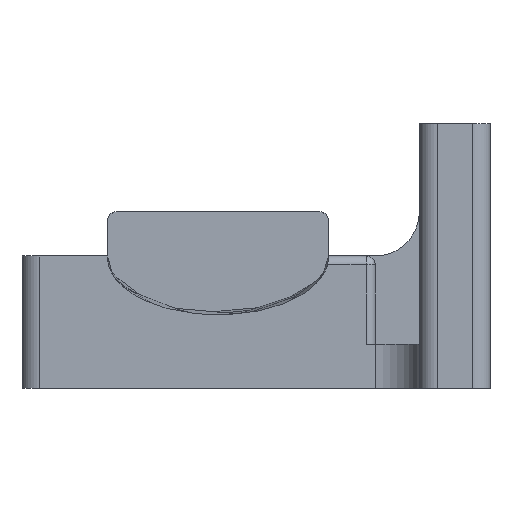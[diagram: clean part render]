
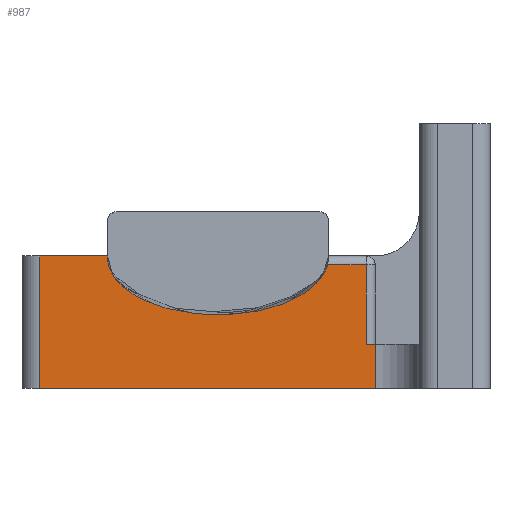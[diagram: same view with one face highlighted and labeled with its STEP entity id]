
A CAD part, front view. The second image highlights one B-rep face of the part: STEP entity #987.
In plain terms, the highlighted planar face has unit normal (0, -1, 0).
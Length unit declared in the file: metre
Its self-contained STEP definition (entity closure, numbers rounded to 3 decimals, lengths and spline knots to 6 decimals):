
#41=B_SPLINE_CURVE_WITH_KNOTS('',3,(#1512,#1513,#1514,#1515,#1516,#1517,
#1518,#1519),.UNSPECIFIED.,.F.,.F.,(4,1,1,1,1,4),(0.,
0.00333,0.006661,0.008326,0.009991,
0.013322),.UNSPECIFIED.);
#42=B_SPLINE_CURVE_WITH_KNOTS('',3,(#1521,#1522,#1523,#1524,#1525,#1526,
#1527,#1528,#1529,#1530,#1531,#1532,#1533,#1534,#1535,#1536,#1537,#1538,
#1539),.UNSPECIFIED.,.T.,.F.,(1,3,1,1,1,1,1,1,1,1,1,1,1,1,1,1,1,3,1),(-0.392699,
0.,0.392699,0.785398,1.178097,1.570796,1.963495,
2.356194,2.748894,3.141593,3.534292,3.926991,
4.31969,4.712389,5.105088,5.497787,5.890486,
6.283185,6.675884),.UNSPECIFIED.);
#123=ORIENTED_EDGE('',*,*,#389,.T.);
#124=ORIENTED_EDGE('',*,*,#408,.T.);
#125=ORIENTED_EDGE('',*,*,#409,.F.);
#126=ORIENTED_EDGE('',*,*,#410,.T.);
#127=ORIENTED_EDGE('',*,*,#411,.T.);
#128=ORIENTED_EDGE('',*,*,#412,.T.);
#129=ORIENTED_EDGE('',*,*,#413,.T.);
#130=ORIENTED_EDGE('',*,*,#414,.F.);
#131=ORIENTED_EDGE('',*,*,#415,.T.);
#389=EDGE_CURVE('',#532,#531,#627,.T.);
#408=EDGE_CURVE('',#531,#550,#640,.F.);
#409=EDGE_CURVE('',#551,#550,#641,.T.);
#410=EDGE_CURVE('',#551,#552,#642,.T.);
#411=EDGE_CURVE('',#552,#553,#643,.T.);
#412=EDGE_CURVE('',#553,#554,#644,.T.);
#413=EDGE_CURVE('',#554,#555,#645,.T.);
#414=EDGE_CURVE('',#556,#555,#41,.T.);
#415=EDGE_CURVE('',#556,#532,#42,.T.);
#531=VERTEX_POINT('',#1461);
#532=VERTEX_POINT('',#1463);
#550=VERTEX_POINT('',#1501);
#551=VERTEX_POINT('',#1503);
#552=VERTEX_POINT('',#1505);
#553=VERTEX_POINT('',#1507);
#554=VERTEX_POINT('',#1509);
#555=VERTEX_POINT('',#1511);
#556=VERTEX_POINT('',#1520);
#627=LINE('',#1462,#716);
#640=LINE('',#1500,#729);
#641=LINE('',#1502,#730);
#642=LINE('',#1504,#731);
#643=LINE('',#1506,#732);
#644=LINE('',#1508,#733);
#645=LINE('',#1510,#734);
#716=VECTOR('',#1170,1.);
#729=VECTOR('',#1197,1.);
#730=VECTOR('',#1198,1.);
#731=VECTOR('',#1199,1.);
#732=VECTOR('',#1200,1.);
#733=VECTOR('',#1201,1.);
#734=VECTOR('',#1202,1.);
#805=EDGE_LOOP('',(#123,#124,#125,#126,#127,#128,#129,#130,#131));
#885=FACE_BOUND('',#805,.T.);
#961=PLANE('',#1063);
#987=ADVANCED_FACE('',(#885),#961,.F.);
#1063=AXIS2_PLACEMENT_3D('',#1499,#1195,#1196);
#1170=DIRECTION('',(-1.,0.,0.));
#1195=DIRECTION('',(0.,1.,0.));
#1196=DIRECTION('',(0.,0.,1.));
#1197=DIRECTION('',(0.,0.,1.));
#1198=DIRECTION('',(-1.,0.,0.));
#1199=DIRECTION('',(0.,0.,1.));
#1200=DIRECTION('',(-1.,0.,0.));
#1201=DIRECTION('',(0.,0.,1.));
#1202=DIRECTION('',(-1.,0.,0.));
#1461=CARTESIAN_POINT('',(-0.019814,-0.0308,0.015));
#1462=CARTESIAN_POINT('',(0.012282,-0.0308,0.015));
#1463=CARTESIAN_POINT('',(-0.012116,-0.0308,0.015));
#1499=CARTESIAN_POINT('',(0.012282,-0.0308,-0.005));
#1500=CARTESIAN_POINT('',(-0.019814,-0.0308,-0.005));
#1501=CARTESIAN_POINT('',(-0.019814,-0.0308,0.));
#1502=CARTESIAN_POINT('',(0.000686,-0.0308,0.));
#1503=CARTESIAN_POINT('',(0.018186,-0.0308,0.));
#1504=CARTESIAN_POINT('',(0.018186,-0.0308,-0.005));
#1505=CARTESIAN_POINT('',(0.018186,-0.0308,0.005));
#1506=CARTESIAN_POINT('',(0.018186,-0.0308,0.005));
#1507=CARTESIAN_POINT('',(0.017186,-0.0308,0.005));
#1508=CARTESIAN_POINT('',(0.017186,-0.0308,-0.005));
#1509=CARTESIAN_POINT('',(0.017186,-0.0308,0.014));
#1510=CARTESIAN_POINT('',(0.012874,-0.0308,0.014));
#1511=CARTESIAN_POINT('',(0.012778,-0.0308,0.014));
#1512=CARTESIAN_POINT('',(0.001379,-0.0308,0.008342));
#1513=CARTESIAN_POINT('',(0.002504,-0.0308,0.008389));
#1514=CARTESIAN_POINT('',(0.004722,-0.0308,0.008639));
#1515=CARTESIAN_POINT('',(0.007403,-0.0308,0.009368));
#1516=CARTESIAN_POINT('',(0.009472,-0.0308,0.010315));
#1517=CARTESIAN_POINT('',(0.011351,-0.0308,0.011525));
#1518=CARTESIAN_POINT('',(0.012508,-0.0308,0.012899));
#1519=CARTESIAN_POINT('',(0.012778,-0.0308,0.014));
#1520=CARTESIAN_POINT('',(0.001379,-0.0308,0.008342));
#1521=CARTESIAN_POINT('',(-0.012121,-0.0308,0.014821));
#1522=CARTESIAN_POINT('',(-0.012121,-0.0308,0.015672));
#1523=CARTESIAN_POINT('',(-0.01147,-0.0308,0.017373));
#1524=CARTESIAN_POINT('',(-0.00869,-0.0308,0.019537));
#1525=CARTESIAN_POINT('',(-0.004529,-0.0308,0.020983));
#1526=CARTESIAN_POINT('',(0.000379,-0.0308,0.02149));
#1527=CARTESIAN_POINT('',(0.005287,-0.0308,0.020983));
#1528=CARTESIAN_POINT('',(0.009448,-0.0308,0.019537));
#1529=CARTESIAN_POINT('',(0.012228,-0.0308,0.017373));
#1530=CARTESIAN_POINT('',(0.013204,-0.0308,0.014821));
#1531=CARTESIAN_POINT('',(0.012228,-0.0308,0.012269));
#1532=CARTESIAN_POINT('',(0.009448,-0.0308,0.010105));
#1533=CARTESIAN_POINT('',(0.005287,-0.0308,0.008659));
#1534=CARTESIAN_POINT('',(0.000379,-0.0308,0.008152));
#1535=CARTESIAN_POINT('',(-0.004529,-0.0308,0.008659));
#1536=CARTESIAN_POINT('',(-0.00869,-0.0308,0.010105));
#1537=CARTESIAN_POINT('',(-0.01147,-0.0308,0.012269));
#1538=CARTESIAN_POINT('',(-0.012121,-0.0308,0.01397));
#1539=CARTESIAN_POINT('',(-0.012121,-0.0308,0.014821));
